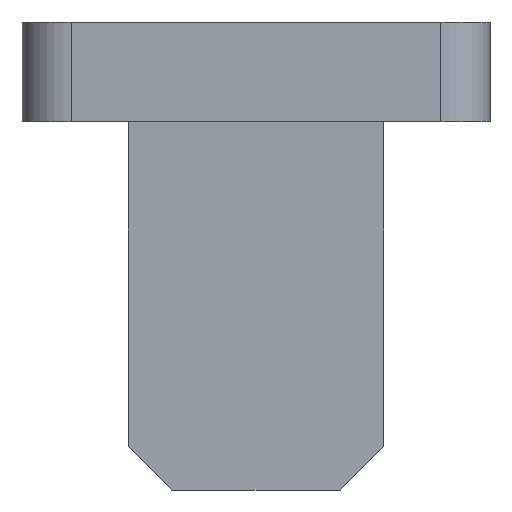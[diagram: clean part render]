
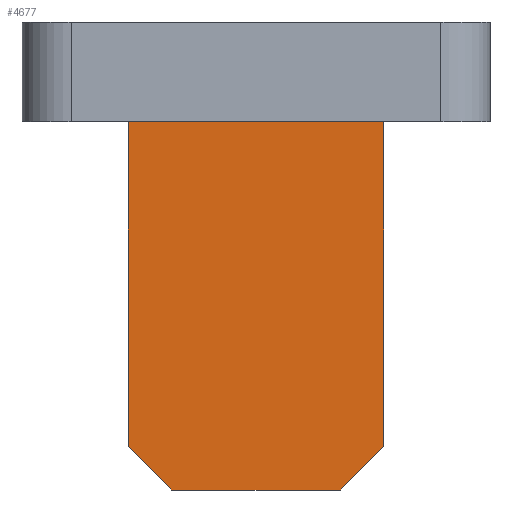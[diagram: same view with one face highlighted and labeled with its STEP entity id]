
A CAD part, front view. The second image highlights one B-rep face of the part: STEP entity #4677.
In plain terms, the highlighted planar face has unit normal (0, -1, 0).
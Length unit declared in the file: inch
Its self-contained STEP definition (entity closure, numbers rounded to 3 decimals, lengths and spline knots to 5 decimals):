
#115 = CARTESIAN_POINT ( 'NONE',  ( 0.205, -0.135, -0.75 ) ) ;
#196 = FACE_OUTER_BOUND ( 'NONE', #2595, .T. ) ;
#345 = DIRECTION ( 'NONE',  ( 0.707, 0., 0.707 ) ) ;
#355 = LINE ( 'NONE', #115, #3708 ) ;
#521 = CARTESIAN_POINT ( 'NONE',  ( -0.205, -0.135, -0.75 ) ) ;
#527 = EDGE_CURVE ( 'NONE', #4809, #1079, #3914, .T. ) ;
#768 = EDGE_CURVE ( 'NONE', #4926, #1079, #4022, .T. ) ;
#950 = VECTOR ( 'NONE', #345, 39.37008 ) ;
#1079 = VERTEX_POINT ( 'NONE', #3379 ) ;
#1285 = CARTESIAN_POINT ( 'NONE',  ( 0.205, -0.135, -0.68 ) ) ;
#1314 = DIRECTION ( 'NONE',  ( 0., 0., 1. ) ) ;
#1607 = ORIENTED_EDGE ( 'NONE', *, *, #1753, .T. ) ;
#1753 = EDGE_CURVE ( 'NONE', #4938, #4139, #4275, .T. ) ;
#1880 = DIRECTION ( 'NONE',  ( 0., -1., 0. ) ) ;
#1884 = ORIENTED_EDGE ( 'NONE', *, *, #527, .F. ) ;
#1948 = ORIENTED_EDGE ( 'NONE', *, *, #2553, .T. ) ;
#2090 = LINE ( 'NONE', #3416, #4312 ) ;
#2289 = DIRECTION ( 'NONE',  ( 0.707, 0., -0.707 ) ) ;
#2327 = EDGE_CURVE ( 'NONE', #4139, #4926, #355, .T. ) ;
#2402 = CARTESIAN_POINT ( 'NONE',  ( -0.205, -0.135, -0.75 ) ) ;
#2440 = VECTOR ( 'NONE', #3185, 39.37008 ) ;
#2472 = ORIENTED_EDGE ( 'NONE', *, *, #4712, .T. ) ;
#2553 = EDGE_CURVE ( 'NONE', #2965, #4938, #3529, .T. ) ;
#2595 = EDGE_LOOP ( 'NONE', ( #1884, #2472, #1948, #1607, #3887, #3158 ) ) ;
#2618 = VECTOR ( 'NONE', #4494, 39.37008 ) ;
#2667 = DIRECTION ( 'NONE',  ( 0., 0., -1. ) ) ;
#2965 = VERTEX_POINT ( 'NONE', #3561 ) ;
#2987 = CARTESIAN_POINT ( 'NONE',  ( 0.135, -0.135, -0.75 ) ) ;
#3158 = ORIENTED_EDGE ( 'NONE', *, *, #768, .T. ) ;
#3185 = DIRECTION ( 'NONE',  ( 0., 0., 1. ) ) ;
#3379 = CARTESIAN_POINT ( 'NONE',  ( -0.205, -0.135, -0.16 ) ) ;
#3416 = CARTESIAN_POINT ( 'NONE',  ( -0.17, -0.135, -0.715 ) ) ;
#3477 = CARTESIAN_POINT ( 'NONE',  ( 0.205, -0.135, -0.16 ) ) ;
#3485 = VECTOR ( 'NONE', #3701, 39.37008 ) ;
#3529 = LINE ( 'NONE', #521, #2618 ) ;
#3561 = CARTESIAN_POINT ( 'NONE',  ( -0.135, -0.135, -0.75 ) ) ;
#3701 = DIRECTION ( 'NONE',  ( -1., 0., 0. ) ) ;
#3708 = VECTOR ( 'NONE', #1314, 39.37008 ) ;
#3887 = ORIENTED_EDGE ( 'NONE', *, *, #2327, .T. ) ;
#3914 = LINE ( 'NONE', #2402, #2440 ) ;
#4022 = LINE ( 'NONE', #4900, #3485 ) ;
#4087 = AXIS2_PLACEMENT_3D ( 'NONE', #5059, #1880, #2667 ) ;
#4139 = VERTEX_POINT ( 'NONE', #1285 ) ;
#4219 = PLANE ( 'NONE',  #4087 ) ;
#4275 = LINE ( 'NONE', #5029, #950 ) ;
#4312 = VECTOR ( 'NONE', #2289, 39.37008 ) ;
#4494 = DIRECTION ( 'NONE',  ( 1., 0., 0. ) ) ;
#4501 = CARTESIAN_POINT ( 'NONE',  ( -0.205, -0.135, -0.68 ) ) ;
#4677 = ADVANCED_FACE ( 'NONE', ( #196 ), #4219, .T. ) ;
#4712 = EDGE_CURVE ( 'NONE', #4809, #2965, #2090, .T. ) ;
#4809 = VERTEX_POINT ( 'NONE', #4501 ) ;
#4900 = CARTESIAN_POINT ( 'NONE',  ( 0., -0.135, -0.16 ) ) ;
#4926 = VERTEX_POINT ( 'NONE', #3477 ) ;
#4938 = VERTEX_POINT ( 'NONE', #2987 ) ;
#5029 = CARTESIAN_POINT ( 'NONE',  ( -0.035, -0.135, -0.92 ) ) ;
#5059 = CARTESIAN_POINT ( 'NONE',  ( -0.205, -0.135, -0.75 ) ) ;
